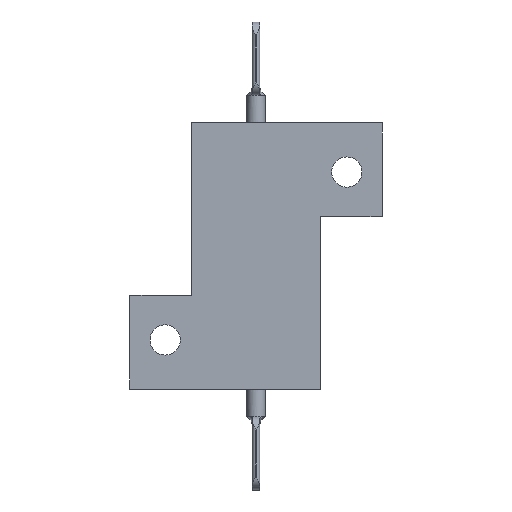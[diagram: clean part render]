
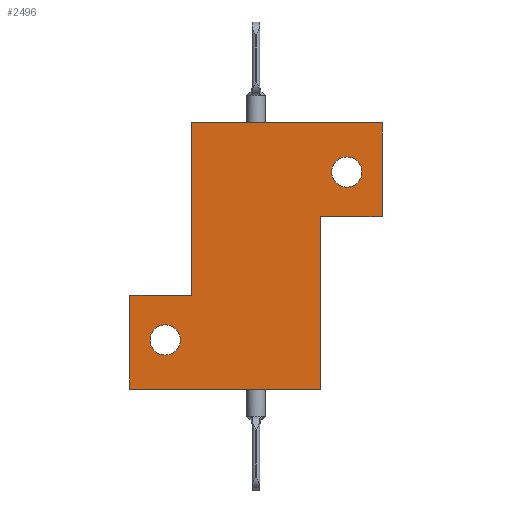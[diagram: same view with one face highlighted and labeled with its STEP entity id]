
A CAD part, front view. The second image highlights one B-rep face of the part: STEP entity #2496.
In plain terms, the highlighted planar face has unit normal (0, -1, 0).
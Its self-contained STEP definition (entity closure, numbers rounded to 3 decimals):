
#38 = CARTESIAN_POINT ( 'NONE',  ( -8.615, -9.598, 5.35 ) ) ;
#74 = EDGE_LOOP ( 'NONE', ( #2534, #1039 ) ) ;
#141 = DIRECTION ( 'NONE',  ( 0., 0., -1. ) ) ;
#245 = EDGE_CURVE ( 'NONE', #3202, #3034, #1014, .T. ) ;
#282 = VECTOR ( 'NONE', #891, 1000. ) ;
#351 = VERTEX_POINT ( 'NONE', #1700 ) ;
#387 = CARTESIAN_POINT ( 'NONE',  ( 6.635, -9.598, 18.8 ) ) ;
#459 = ORIENTED_EDGE ( 'NONE', *, *, #1057, .F. ) ;
#484 = CARTESIAN_POINT ( 'NONE',  ( -14.115, -9.598, 0. ) ) ;
#517 = EDGE_LOOP ( 'NONE', ( #768, #1308, #3402, #459, #1717, #1423, #3127, #1480 ) ) ;
#548 = CARTESIAN_POINT ( 'NONE',  ( -10.265, -9.598, 5.35 ) ) ;
#579 = LINE ( 'NONE', #484, #670 ) ;
#620 = CARTESIAN_POINT ( 'NONE',  ( 9.535, -9.598, 23.65 ) ) ;
#670 = VECTOR ( 'NONE', #2772, 1000. ) ;
#677 = AXIS2_PLACEMENT_3D ( 'NONE', #620, #2613, #894 ) ;
#747 = CIRCLE ( 'NONE', #677, 1.65 ) ;
#750 = VECTOR ( 'NONE', #3304, 1000. ) ;
#768 = ORIENTED_EDGE ( 'NONE', *, *, #1000, .T. ) ;
#788 = CARTESIAN_POINT ( 'NONE',  ( 13.385, -9.598, 29. ) ) ;
#809 = VERTEX_POINT ( 'NONE', #1207 ) ;
#830 = DIRECTION ( 'NONE',  ( 0., 0., 1. ) ) ;
#891 = DIRECTION ( 'NONE',  ( 1., 0., 0. ) ) ;
#894 = DIRECTION ( 'NONE',  ( 0., 0., 1. ) ) ;
#914 = FACE_OUTER_BOUND ( 'NONE', #517, .T. ) ;
#952 = VECTOR ( 'NONE', #141, 1000. ) ;
#1000 = EDGE_CURVE ( 'NONE', #3456, #2165, #579, .T. ) ;
#1014 = LINE ( 'NONE', #2903, #282 ) ;
#1032 = DIRECTION ( 'NONE',  ( 0., 0., 1. ) ) ;
#1039 = ORIENTED_EDGE ( 'NONE', *, *, #3344, .T. ) ;
#1048 = CIRCLE ( 'NONE', #1776, 1.65 ) ;
#1057 = EDGE_CURVE ( 'NONE', #3034, #2177, #2854, .T. ) ;
#1145 = VECTOR ( 'NONE', #3084, 1000. ) ;
#1166 = VERTEX_POINT ( 'NONE', #3450 ) ;
#1207 = CARTESIAN_POINT ( 'NONE',  ( -11.915, -9.598, 5.35 ) ) ;
#1229 = ORIENTED_EDGE ( 'NONE', *, *, #2618, .T. ) ;
#1243 = CARTESIAN_POINT ( 'NONE',  ( -14.115, -9.598, 0. ) ) ;
#1308 = ORIENTED_EDGE ( 'NONE', *, *, #3492, .F. ) ;
#1373 = VECTOR ( 'NONE', #2179, 1000. ) ;
#1404 = CARTESIAN_POINT ( 'NONE',  ( -7.365, -9.598, 10.2 ) ) ;
#1423 = ORIENTED_EDGE ( 'NONE', *, *, #3121, .F. ) ;
#1426 = CARTESIAN_POINT ( 'NONE',  ( 9.535, -9.598, 23.65 ) ) ;
#1455 = CARTESIAN_POINT ( 'NONE',  ( 6.635, -9.598, 0. ) ) ;
#1460 = VECTOR ( 'NONE', #2805, 1000. ) ;
#1480 = ORIENTED_EDGE ( 'NONE', *, *, #2039, .T. ) ;
#1498 = CARTESIAN_POINT ( 'NONE',  ( -10.265, -9.598, 5.35 ) ) ;
#1544 = VECTOR ( 'NONE', #2384, 1000. ) ;
#1582 = AXIS2_PLACEMENT_3D ( 'NONE', #548, #2543, #830 ) ;
#1595 = LINE ( 'NONE', #3571, #750 ) ;
#1644 = CARTESIAN_POINT ( 'NONE',  ( -14.115, -9.598, 10.2 ) ) ;
#1671 = ORIENTED_EDGE ( 'NONE', *, *, #2250, .T. ) ;
#1700 = CARTESIAN_POINT ( 'NONE',  ( 6.635, -9.598, 18.8 ) ) ;
#1713 = DIRECTION ( 'NONE',  ( 0., 0., 1. ) ) ;
#1717 = ORIENTED_EDGE ( 'NONE', *, *, #245, .F. ) ;
#1727 = LINE ( 'NONE', #2971, #952 ) ;
#1776 = AXIS2_PLACEMENT_3D ( 'NONE', #1426, #3427, #1713 ) ;
#1794 = DIRECTION ( 'NONE',  ( 0., 0., 1. ) ) ;
#1857 = VERTEX_POINT ( 'NONE', #1644 ) ;
#1884 = EDGE_CURVE ( 'NONE', #1857, #3148, #2812, .T. ) ;
#1895 = CARTESIAN_POINT ( 'NONE',  ( -14.115, -9.598, 29. ) ) ;
#2007 = CARTESIAN_POINT ( 'NONE',  ( 7.885, -9.598, 23.65 ) ) ;
#2039 = EDGE_CURVE ( 'NONE', #1857, #3456, #1595, .T. ) ;
#2059 = CARTESIAN_POINT ( 'NONE',  ( -7.365, -9.598, 10.2 ) ) ;
#2144 = LINE ( 'NONE', #3190, #1460 ) ;
#2165 = VERTEX_POINT ( 'NONE', #1455 ) ;
#2175 = VERTEX_POINT ( 'NONE', #38 ) ;
#2177 = VERTEX_POINT ( 'NONE', #2330 ) ;
#2179 = DIRECTION ( 'NONE',  ( 1., 0., 0. ) ) ;
#2250 = EDGE_CURVE ( 'NONE', #809, #2175, #2409, .T. ) ;
#2287 = EDGE_CURVE ( 'NONE', #2177, #351, #2321, .T. ) ;
#2321 = LINE ( 'NONE', #387, #1544 ) ;
#2330 = CARTESIAN_POINT ( 'NONE',  ( 13.385, -9.598, 18.8 ) ) ;
#2358 = FACE_BOUND ( 'NONE', #74, .T. ) ;
#2384 = DIRECTION ( 'NONE',  ( -1., 0., 0. ) ) ;
#2409 = CIRCLE ( 'NONE', #3268, 1.65 ) ;
#2496 = ADVANCED_FACE ( 'NONE', ( #2358, #3043, #914 ), #3589, .F. ) ;
#2534 = ORIENTED_EDGE ( 'NONE', *, *, #2682, .T. ) ;
#2543 = DIRECTION ( 'NONE',  ( 0., 1., 0. ) ) ;
#2550 = CARTESIAN_POINT ( 'NONE',  ( -7.365, -9.598, 29. ) ) ;
#2577 = CIRCLE ( 'NONE', #1582, 1.65 ) ;
#2613 = DIRECTION ( 'NONE',  ( 0., 1., 0. ) ) ;
#2618 = EDGE_CURVE ( 'NONE', #2175, #809, #2577, .T. ) ;
#2682 = EDGE_CURVE ( 'NONE', #2699, #1166, #1048, .T. ) ;
#2699 = VERTEX_POINT ( 'NONE', #2007 ) ;
#2756 = DIRECTION ( 'NONE',  ( 0., 1., 0. ) ) ;
#2772 = DIRECTION ( 'NONE',  ( 1., 0., 0. ) ) ;
#2805 = DIRECTION ( 'NONE',  ( 0., 0., 1. ) ) ;
#2812 = LINE ( 'NONE', #1404, #1373 ) ;
#2854 = LINE ( 'NONE', #788, #1145 ) ;
#2903 = CARTESIAN_POINT ( 'NONE',  ( -14.115, -9.598, 29. ) ) ;
#2971 = CARTESIAN_POINT ( 'NONE',  ( 6.635, -9.598, 18.8 ) ) ;
#3014 = AXIS2_PLACEMENT_3D ( 'NONE', #1895, #2756, #1032 ) ;
#3034 = VERTEX_POINT ( 'NONE', #3641 ) ;
#3043 = FACE_BOUND ( 'NONE', #3652, .T. ) ;
#3084 = DIRECTION ( 'NONE',  ( 0., 0., -1. ) ) ;
#3121 = EDGE_CURVE ( 'NONE', #3148, #3202, #2144, .T. ) ;
#3127 = ORIENTED_EDGE ( 'NONE', *, *, #1884, .F. ) ;
#3148 = VERTEX_POINT ( 'NONE', #2059 ) ;
#3190 = CARTESIAN_POINT ( 'NONE',  ( -7.365, -9.598, 10.2 ) ) ;
#3202 = VERTEX_POINT ( 'NONE', #2550 ) ;
#3268 = AXIS2_PLACEMENT_3D ( 'NONE', #1498, #3491, #1794 ) ;
#3304 = DIRECTION ( 'NONE',  ( 0., 0., -1. ) ) ;
#3344 = EDGE_CURVE ( 'NONE', #1166, #2699, #747, .T. ) ;
#3402 = ORIENTED_EDGE ( 'NONE', *, *, #2287, .F. ) ;
#3427 = DIRECTION ( 'NONE',  ( 0., 1., 0. ) ) ;
#3450 = CARTESIAN_POINT ( 'NONE',  ( 11.185, -9.598, 23.65 ) ) ;
#3456 = VERTEX_POINT ( 'NONE', #1243 ) ;
#3491 = DIRECTION ( 'NONE',  ( 0., 1., 0. ) ) ;
#3492 = EDGE_CURVE ( 'NONE', #351, #2165, #1727, .T. ) ;
#3571 = CARTESIAN_POINT ( 'NONE',  ( -14.115, -9.598, 29. ) ) ;
#3589 = PLANE ( 'NONE',  #3014 ) ;
#3641 = CARTESIAN_POINT ( 'NONE',  ( 13.385, -9.598, 29. ) ) ;
#3652 = EDGE_LOOP ( 'NONE', ( #1671, #1229 ) ) ;
